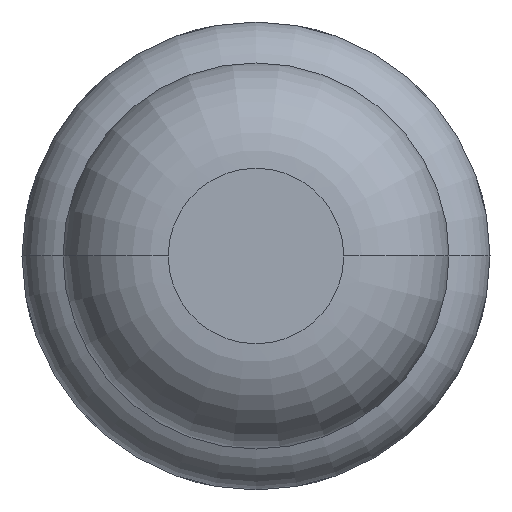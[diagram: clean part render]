
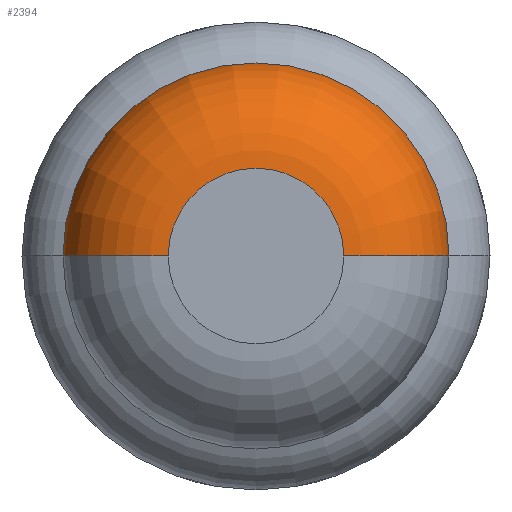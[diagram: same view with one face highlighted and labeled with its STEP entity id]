
A CAD part, front view. The second image highlights one B-rep face of the part: STEP entity #2394.
In plain terms, the highlighted toroidal (fillet/blend) face has major radius 0.375 mm and minor radius 0.45 mm.
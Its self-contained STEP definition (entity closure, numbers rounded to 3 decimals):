
#87 = DIRECTION ( 'NONE',  ( -1., 0., 0. ) ) ;
#115 = AXIS2_PLACEMENT_3D ( 'NONE', #546, #917, #3679 ) ;
#375 = VERTEX_POINT ( 'NONE', #2379 ) ;
#376 = CARTESIAN_POINT ( 'NONE',  ( -0.375, -32., 0. ) ) ;
#409 = CIRCLE ( 'NONE', #3315, 0.45 ) ;
#489 = ORIENTED_EDGE ( 'NONE', *, *, #2195, .F. ) ;
#517 = CARTESIAN_POINT ( 'NONE',  ( 0., -32., 0. ) ) ;
#529 = ORIENTED_EDGE ( 'NONE', *, *, #2351, .T. ) ;
#546 = CARTESIAN_POINT ( 'NONE',  ( 0., -31.55, 0. ) ) ;
#766 = CIRCLE ( 'NONE', #4242, 0.375 ) ;
#835 = ORIENTED_EDGE ( 'NONE', *, *, #1640, .T. ) ;
#917 = DIRECTION ( 'NONE',  ( 0., -1., 0. ) ) ;
#997 = DIRECTION ( 'NONE',  ( 1., 0., 0. ) ) ;
#1259 = DIRECTION ( 'NONE',  ( 1., 0., 0. ) ) ;
#1430 = CARTESIAN_POINT ( 'NONE',  ( -0.375, -31.55, 0. ) ) ;
#1445 = DIRECTION ( 'NONE',  ( 1., 0., 0. ) ) ;
#1568 = CARTESIAN_POINT ( 'NONE',  ( 0.375, -31.55, 0. ) ) ;
#1640 = EDGE_CURVE ( 'NONE', #3013, #4154, #1695, .T. ) ;
#1695 = CIRCLE ( 'NONE', #3084, 0.45 ) ;
#1710 = DIRECTION ( 'NONE',  ( 0., -1., 0. ) ) ;
#1887 = DIRECTION ( 'NONE',  ( 0., 0., 1. ) ) ;
#1932 = TOROIDAL_SURFACE ( 'NONE', #2588, 0.375, 0.45 ) ;
#2195 = EDGE_CURVE ( 'NONE', #3638, #375, #409, .T. ) ;
#2351 = EDGE_CURVE ( 'Defeature ausgef�hrt1_8+Defeature ausgef�hrt1_9+Defeature ausgef�hrt1_9+Defeature ausgef�hrt1_9', #3638, #3013, #3833, .T. ) ;
#2379 = CARTESIAN_POINT ( 'NONE',  ( 0.375, -32., 0. ) ) ;
#2394 = ADVANCED_FACE ( 'Defeature ausgef�hrt1_8', ( #3294 ), #1932, .T. ) ;
#2588 = AXIS2_PLACEMENT_3D ( 'NONE', #5027, #4232, #997 ) ;
#3013 = VERTEX_POINT ( 'NONE', #3062 ) ;
#3062 = CARTESIAN_POINT ( 'NONE',  ( -0.825, -31.55, 0. ) ) ;
#3084 = AXIS2_PLACEMENT_3D ( 'NONE', #1430, #1887, #1445 ) ;
#3294 = FACE_OUTER_BOUND ( 'NONE', #4347, .T. ) ;
#3315 = AXIS2_PLACEMENT_3D ( 'NONE', #1568, #3510, #87 ) ;
#3510 = DIRECTION ( 'NONE',  ( 0., 0., -1. ) ) ;
#3638 = VERTEX_POINT ( 'NONE', #5068 ) ;
#3679 = DIRECTION ( 'NONE',  ( 1., 0., 0. ) ) ;
#3833 = CIRCLE ( 'NONE', #115, 0.825 ) ;
#4091 = ORIENTED_EDGE ( 'NONE', *, *, #4430, .F. ) ;
#4154 = VERTEX_POINT ( 'NONE', #376 ) ;
#4232 = DIRECTION ( 'NONE',  ( 0., -1., 0. ) ) ;
#4242 = AXIS2_PLACEMENT_3D ( 'NONE', #517, #1710, #1259 ) ;
#4347 = EDGE_LOOP ( 'NONE', ( #529, #835, #4091, #489 ) ) ;
#4430 = EDGE_CURVE ( 'Defeature ausgef�hrt1_7+Defeature ausgef�hrt1_8+Defeature ausgef�hrt1_8+Defeature ausgef�hrt1_8', #375, #4154, #766, .T. ) ;
#5027 = CARTESIAN_POINT ( 'NONE',  ( 0., -31.55, 0. ) ) ;
#5068 = CARTESIAN_POINT ( 'NONE',  ( 0.825, -31.55, 0. ) ) ;
